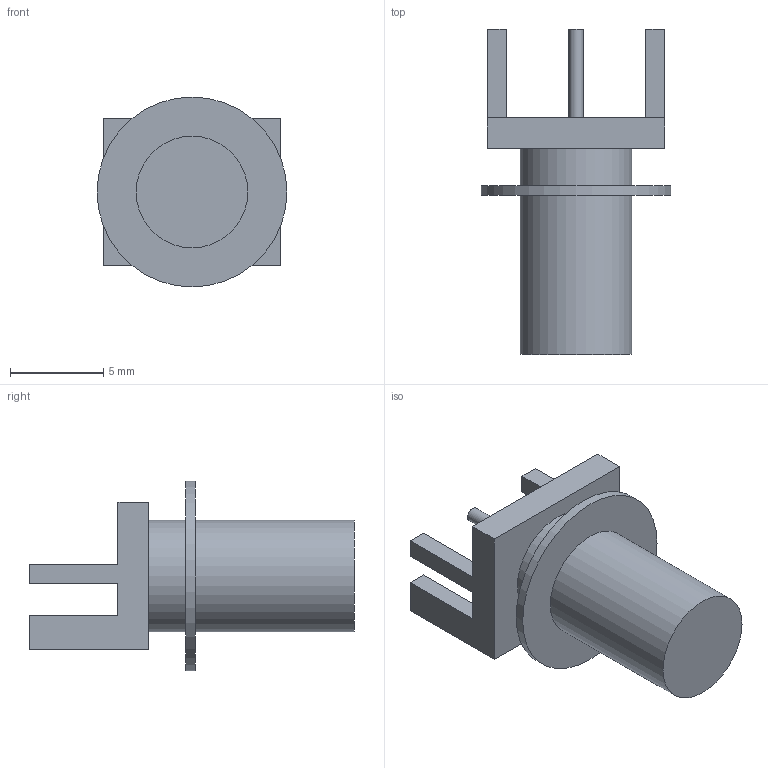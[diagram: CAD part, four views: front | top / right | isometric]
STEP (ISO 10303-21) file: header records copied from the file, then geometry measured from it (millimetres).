
FILE_DESCRIPTION( ( '' ), ' ' );
FILE_NAME( '59ad00053caa530c30c3a5d5.step', '2017-09-04T07:25:57', ( '' ), ( '' ), ' ', ' ', ' ' );
FILE_SCHEMA( ( 'AUTOMOTIVE_DESIGN { 1 0 10303 214 1 1 1 1 }' ) );
Length unit declared in the file: metre
Products named in the file (1): Open CASCADE STEP translator 6.8 1
Bounding box: 10.2 x 17.45 x 10.2 mm (x, y, z)
Volume: 493.5 mm3; surface area: 634.7 mm2
Topology: 1 solids, 1 shells, 28 faces, 67 edges, 45 vertices
Faces by surface type: plane 24, cylinder 4
Full cylindrical faces by diameter (mm): 0.76 x1, 6 x2, 10.2 x1
Entity records: 1328 total; most frequent: CARTESIAN_POINT 135, DIRECTION 128, ORIENTED_EDGE 124, STYLED_ITEM 90, PRESENTATION_STYLE_ASSIGNMENT 90, COLOUR_RGB 90, EDGE_CURVE 62, CURVE_STYLE 62
